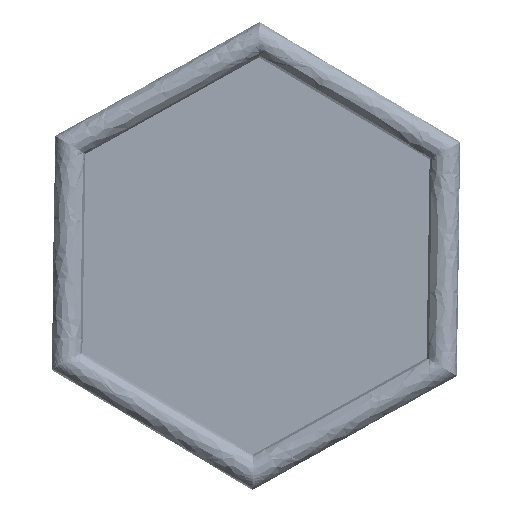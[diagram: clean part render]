
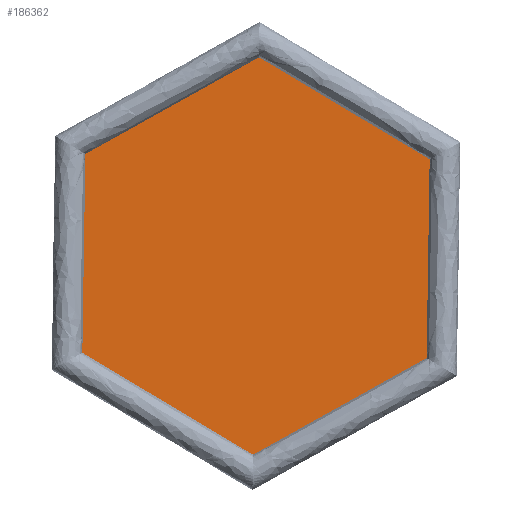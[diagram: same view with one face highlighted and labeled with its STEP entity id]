
A CAD part, front view. The second image highlights one B-rep face of the part: STEP entity #186362.
In plain terms, the highlighted free-form (B-spline) face has degree [1, 1] with [2, 2] control points.
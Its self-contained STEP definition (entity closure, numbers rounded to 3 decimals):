
#186362 = ADVANCED_FACE('',(#186363),#186407,.F.);
#186363 = FACE_BOUND('',#186364,.T.);
#186364 = EDGE_LOOP('',(#186365,#186374,#186381,#186388,#186395,#186402)
  );
#186365 = ORIENTED_EDGE('',*,*,#186366,.F.);
#186366 = EDGE_CURVE('',#186367,#186369,#186371,.T.);
#186367 = VERTEX_POINT('',#186368);
#186368 = CARTESIAN_POINT('',(-220.206,-914.66,
    -420.833));
#186369 = VERTEX_POINT('',#186370);
#186370 = CARTESIAN_POINT('',(-103.812,-914.66,
    -355.982));
#186371 = B_SPLINE_CURVE_WITH_KNOTS('',1,(#186372,#186373),
  .UNSPECIFIED.,.F.,.F.,(2,2),(-101.961,-4.33),
  .PIECEWISE_BEZIER_KNOTS.);
#186372 = CARTESIAN_POINT('',(-220.206,-914.66,
    -420.833));
#186373 = CARTESIAN_POINT('',(-103.812,-914.66,
    -355.982));
#186374 = ORIENTED_EDGE('',*,*,#186375,.F.);
#186375 = EDGE_CURVE('',#186376,#186367,#186378,.T.);
#186376 = VERTEX_POINT('',#186377);
#186377 = CARTESIAN_POINT('',(-222.24,-914.66,
    -554.058));
#186378 = B_SPLINE_CURVE_WITH_KNOTS('',1,(#186379,#186380),
  .UNSPECIFIED.,.F.,.F.,(2,2),(-101.961,-4.33),
  .PIECEWISE_BEZIER_KNOTS.);
#186379 = CARTESIAN_POINT('',(-222.24,-914.66,
    -554.058));
#186380 = CARTESIAN_POINT('',(-220.206,-914.66,
    -420.833));
#186381 = ORIENTED_EDGE('',*,*,#186382,.F.);
#186382 = EDGE_CURVE('',#186383,#186376,#186385,.T.);
#186383 = VERTEX_POINT('',#186384);
#186384 = CARTESIAN_POINT('',(-107.881,-914.66,
    -622.433));
#186385 = B_SPLINE_CURVE_WITH_KNOTS('',1,(#186386,#186387),
  .UNSPECIFIED.,.F.,.F.,(2,2),(-101.961,-4.33),
  .PIECEWISE_BEZIER_KNOTS.);
#186386 = CARTESIAN_POINT('',(-107.881,-914.66,
    -622.433));
#186387 = CARTESIAN_POINT('',(-222.24,-914.66,
    -554.058));
#186388 = ORIENTED_EDGE('',*,*,#186389,.F.);
#186389 = EDGE_CURVE('',#186390,#186383,#186392,.T.);
#186390 = VERTEX_POINT('',#186391);
#186391 = CARTESIAN_POINT('',(8.513,-914.66,
    -557.582));
#186392 = B_SPLINE_CURVE_WITH_KNOTS('',1,(#186393,#186394),
  .UNSPECIFIED.,.F.,.F.,(2,2),(-101.961,-4.33),
  .PIECEWISE_BEZIER_KNOTS.);
#186393 = CARTESIAN_POINT('',(8.513,-914.66,
    -557.582));
#186394 = CARTESIAN_POINT('',(-107.881,-914.66,
    -622.433));
#186395 = ORIENTED_EDGE('',*,*,#186396,.F.);
#186396 = EDGE_CURVE('',#186397,#186390,#186399,.T.);
#186397 = VERTEX_POINT('',#186398);
#186398 = CARTESIAN_POINT('',(10.547,-914.66,
    -424.357));
#186399 = B_SPLINE_CURVE_WITH_KNOTS('',1,(#186400,#186401),
  .UNSPECIFIED.,.F.,.F.,(2,2),(-101.961,-4.33),
  .PIECEWISE_BEZIER_KNOTS.);
#186400 = CARTESIAN_POINT('',(10.547,-914.66,
    -424.357));
#186401 = CARTESIAN_POINT('',(8.513,-914.66,
    -557.582));
#186402 = ORIENTED_EDGE('',*,*,#186403,.F.);
#186403 = EDGE_CURVE('',#186369,#186397,#186404,.T.);
#186404 = B_SPLINE_CURVE_WITH_KNOTS('',1,(#186405,#186406),
  .UNSPECIFIED.,.F.,.F.,(2,2),(-101.961,-4.33),
  .PIECEWISE_BEZIER_KNOTS.);
#186405 = CARTESIAN_POINT('',(-103.812,-914.66,
    -355.982));
#186406 = CARTESIAN_POINT('',(10.547,-914.66,
    -424.357));
#186407 = B_SPLINE_SURFACE_WITH_KNOTS('',1,1,(
    (#186408,#186409)
    ,(#186410,#186411
    )),.UNSPECIFIED.,.F.,.F.,.F.,(2,2),(2,2),(-85.286,
    85.286),(-97.62,97.62),
  .PIECEWISE_BEZIER_KNOTS.);
#186408 = CARTESIAN_POINT('',(-222.24,-914.66,
    -355.982));
#186409 = CARTESIAN_POINT('',(-222.24,-914.66,
    -622.433));
#186410 = CARTESIAN_POINT('',(10.547,-914.66,
    -355.982));
#186411 = CARTESIAN_POINT('',(10.547,-914.66,
    -622.433));
